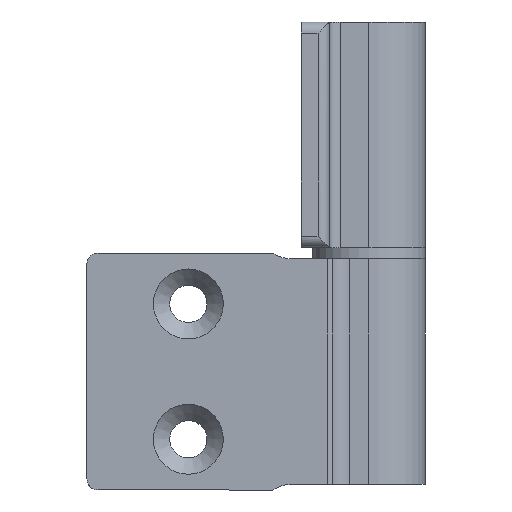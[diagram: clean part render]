
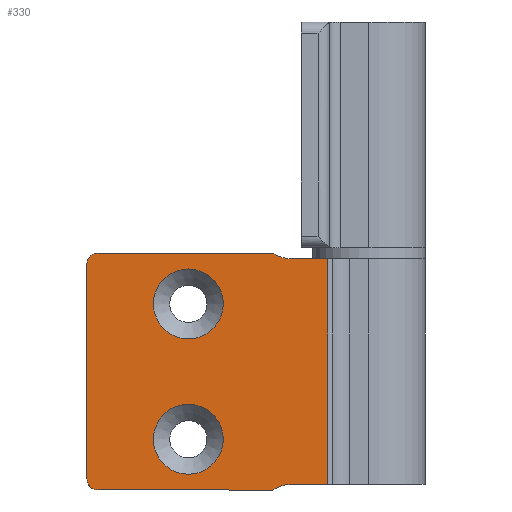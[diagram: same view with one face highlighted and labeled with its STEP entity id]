
A CAD part, front view. The second image highlights one B-rep face of the part: STEP entity #330.
In plain terms, the highlighted face is planar.
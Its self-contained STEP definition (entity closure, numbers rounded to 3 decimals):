
#154=CARTESIAN_POINT('',(-35.543,6.99,-19.0));
#155=VERTEX_POINT('',#154);
#156=CARTESIAN_POINT('',(-33.543,6.99,-21.0));
#157=VERTEX_POINT('',#156);
#158=CARTESIAN_POINT('',(-33.543,6.99,-19.0));
#159=DIRECTION('',(0.0,-1.0,0.0));
#160=DIRECTION('',(-0.707,0.0,-0.707));
#161=AXIS2_PLACEMENT_3D('',#158,#159,#160);
#162=CIRCLE('',#161,2.0);
#163=EDGE_CURVE('',#155,#157,#162,.T.);
#186=CARTESIAN_POINT('',(-33.543,6.99,21.0));
#187=VERTEX_POINT('',#186);
#188=CARTESIAN_POINT('',(-35.543,6.99,19.0));
#189=VERTEX_POINT('',#188);
#190=CARTESIAN_POINT('',(-33.543,6.99,19.0));
#191=DIRECTION('',(0.0,-1.0,0.0));
#192=DIRECTION('',(-0.707,0.0,0.707));
#193=AXIS2_PLACEMENT_3D('',#190,#191,#192);
#194=CIRCLE('',#193,2.0);
#195=EDGE_CURVE('',#187,#189,#194,.T.);
#219=CARTESIAN_POINT('',(-2.543,6.99,-21.));
#220=VERTEX_POINT('',#219);
#221=CARTESIAN_POINT('',(-2.543,6.99,-21.0));
#222=DIRECTION('',(-1.0,0.0,0.0));
#223=VECTOR('',#222,31.);
#224=LINE('',#221,#223);
#225=EDGE_CURVE('',#220,#157,#224,.T.);
#244=CARTESIAN_POINT('',(-35.543,6.99,0.0));
#245=DIRECTION('',(0.0,1.0,0.0));
#246=DIRECTION('',(0.0,0.0,1.0));
#247=AXIS2_PLACEMENT_3D('',#244,#245,#246);
#248=PLANE('',#247);
#249=ORIENTED_EDGE('',*,*,#163,.F.);
#250=CARTESIAN_POINT('',(-35.543,6.99,-19.0));
#251=DIRECTION('',(0.0,0.0,1.0));
#252=VECTOR('',#251,38.0);
#253=LINE('',#250,#252);
#254=EDGE_CURVE('',#155,#189,#253,.T.);
#255=ORIENTED_EDGE('',*,*,#254,.T.);
#256=ORIENTED_EDGE('',*,*,#195,.F.);
#257=CARTESIAN_POINT('',(-2.543,6.99,21.0));
#258=VERTEX_POINT('',#257);
#259=CARTESIAN_POINT('',(-33.543,6.99,21.0));
#260=DIRECTION('',(1.0,0.0,0.0));
#261=VECTOR('',#260,31.0);
#262=LINE('',#259,#261);
#263=EDGE_CURVE('',#187,#258,#262,.T.);
#264=ORIENTED_EDGE('',*,*,#263,.T.);
#265=CARTESIAN_POINT('',(0.774,6.99,20.));
#266=VERTEX_POINT('',#265);
#267=CARTESIAN_POINT('',(0.774,6.99,26.0));
#268=DIRECTION('',(0.0,-1.0,0.0));
#269=DIRECTION('',(0.0,0.0,-1.0));
#270=AXIS2_PLACEMENT_3D('',#267,#268,#269);
#271=CIRCLE('',#270,6.);
#272=EDGE_CURVE('',#258,#266,#271,.T.);
#273=ORIENTED_EDGE('',*,*,#272,.T.);
#274=CARTESIAN_POINT('',(7.216,6.99,20.));
#275=VERTEX_POINT('',#274);
#276=CARTESIAN_POINT('',(0.774,6.99,20.));
#277=DIRECTION('',(1.0,0.0,0.0));
#278=VECTOR('',#277,6.442);
#279=LINE('',#276,#278);
#280=EDGE_CURVE('',#266,#275,#279,.T.);
#281=ORIENTED_EDGE('',*,*,#280,.T.);
#282=CARTESIAN_POINT('',(7.216,6.99,-20.));
#283=VERTEX_POINT('',#282);
#284=CARTESIAN_POINT('',(7.216,6.99,-20.));
#285=DIRECTION('',(0.0,0.0,1.0));
#286=VECTOR('',#285,40.);
#287=LINE('',#284,#286);
#288=EDGE_CURVE('',#283,#275,#287,.T.);
#289=ORIENTED_EDGE('',*,*,#288,.F.);
#290=CARTESIAN_POINT('',(0.774,6.99,-20.));
#291=VERTEX_POINT('',#290);
#292=CARTESIAN_POINT('',(7.216,6.99,-20.0));
#293=DIRECTION('',(-1.0,0.0,0.0));
#294=VECTOR('',#293,6.442);
#295=LINE('',#292,#294);
#296=EDGE_CURVE('',#283,#291,#295,.T.);
#297=ORIENTED_EDGE('',*,*,#296,.T.);
#298=CARTESIAN_POINT('',(0.774,6.99,-26.0));
#299=DIRECTION('',(0.0,-1.0,0.0));
#300=DIRECTION('',(-0.553,0.0,0.833));
#301=AXIS2_PLACEMENT_3D('',#298,#299,#300);
#302=CIRCLE('',#301,6.);
#303=EDGE_CURVE('',#291,#220,#302,.T.);
#304=ORIENTED_EDGE('',*,*,#303,.T.);
#305=ORIENTED_EDGE('',*,*,#225,.T.);
#306=EDGE_LOOP('',(#249,#255,#256,#264,#273,#281,#289,#297,#304,#305));
#307=FACE_OUTER_BOUND('',#306,.T.);
#308=CARTESIAN_POINT('',(-11.343,6.99,12.));
#309=VERTEX_POINT('',#308);
#310=CARTESIAN_POINT('',(-17.543,6.99,12.));
#311=DIRECTION('',(0.0,-1.0,0.0));
#312=DIRECTION('',(1.0,0.0,0.0));
#313=AXIS2_PLACEMENT_3D('',#310,#311,#312);
#314=CIRCLE('',#313,6.2);
#315=EDGE_CURVE('',#309,#309,#314,.T.);
#316=ORIENTED_EDGE('',*,*,#315,.T.);
#317=EDGE_LOOP('',(#316));
#318=FACE_BOUND('',#317,.T.);
#319=CARTESIAN_POINT('',(-11.343,6.99,-12.));
#320=VERTEX_POINT('',#319);
#321=CARTESIAN_POINT('',(-17.543,6.99,-12.));
#322=DIRECTION('',(0.0,-1.0,0.0));
#323=DIRECTION('',(1.0,0.0,0.0));
#324=AXIS2_PLACEMENT_3D('',#321,#322,#323);
#325=CIRCLE('',#324,6.2);
#326=EDGE_CURVE('',#320,#320,#325,.T.);
#327=ORIENTED_EDGE('',*,*,#326,.T.);
#328=EDGE_LOOP('',(#327));
#329=FACE_BOUND('',#328,.T.);
#330=ADVANCED_FACE('',(#307,#318,#329),#248,.T.);
